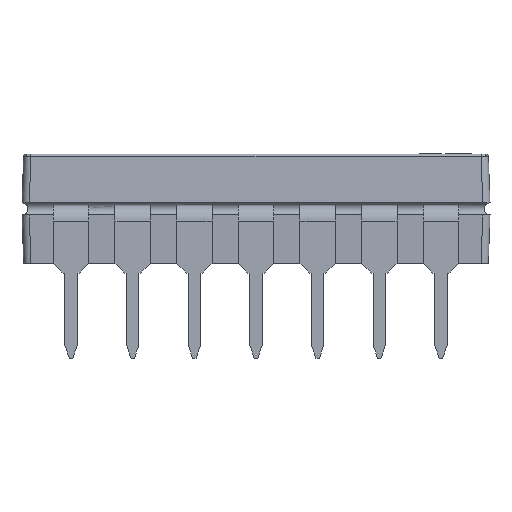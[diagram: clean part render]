
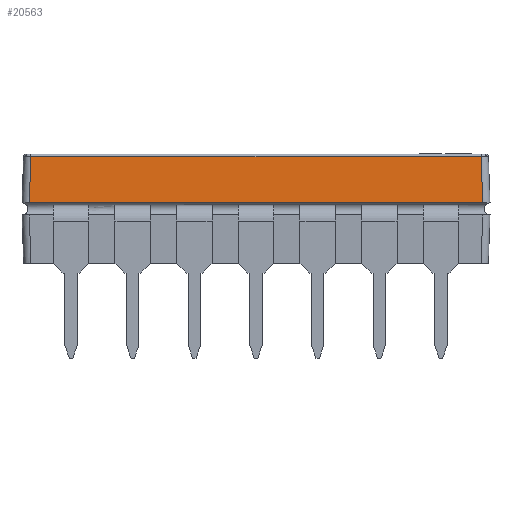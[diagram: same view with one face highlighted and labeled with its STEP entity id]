
A CAD part, front view. The second image highlights one B-rep face of the part: STEP entity #20563.
In plain terms, the highlighted planar face has unit normal (0, -0.999, 0.035).
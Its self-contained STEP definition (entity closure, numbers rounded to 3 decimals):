
#1072 = CARTESIAN_POINT ( 'NONE',  ( -9.65, -3.25, 0. ) ) ;
#1316 = CARTESIAN_POINT ( 'NONE',  ( -9.271, -3.175, 2.158 ) ) ;
#3999 = CARTESIAN_POINT ( 'NONE',  ( 9.275, -3.175, 2.158 ) ) ;
#4912 = VERTEX_POINT ( 'NONE', #3999 ) ;
#5021 = LINE ( 'NONE', #13542, #18320 ) ;
#5654 = CARTESIAN_POINT ( 'NONE',  ( -9.341, -3.241, 0.25 ) ) ;
#5684 = LINE ( 'NONE', #1316, #27593 ) ;
#7202 = EDGE_CURVE ( 'NONE', #4912, #10176, #5684, .T. ) ;
#7235 = DIRECTION ( 'NONE',  ( 0., -0.035, -0.999 ) ) ;
#8673 = EDGE_CURVE ( 'NONE', #23405, #4912, #9196, .T. ) ;
#8782 = VECTOR ( 'NONE', #12605, 1000. ) ;
#9196 = LINE ( 'NONE', #23653, #23668 ) ;
#9876 = PLANE ( 'NONE',  #17464 ) ;
#10176 = VERTEX_POINT ( 'NONE', #16662 ) ;
#10696 = ORIENTED_EDGE ( 'NONE', *, *, #8673, .T. ) ;
#11241 = EDGE_LOOP ( 'NONE', ( #10696, #14346, #27230, #13593 ) ) ;
#12073 = DIRECTION ( 'NONE',  ( -1., 0., 0. ) ) ;
#12605 = DIRECTION ( 'NONE',  ( 1., 0., 0. ) ) ;
#12744 = CARTESIAN_POINT ( 'NONE',  ( 10., -3.241, 0.25 ) ) ;
#13164 = VERTEX_POINT ( 'NONE', #5654 ) ;
#13542 = CARTESIAN_POINT ( 'NONE',  ( -9.351, -3.25, -0.01 ) ) ;
#13593 = ORIENTED_EDGE ( 'NONE', *, *, #22888, .T. ) ;
#14346 = ORIENTED_EDGE ( 'NONE', *, *, #7202, .T. ) ;
#15382 = DIRECTION ( 'NONE',  ( -0.035, -0.035, -0.999 ) ) ;
#16347 = DIRECTION ( 'NONE',  ( 0., -0.999, 0.035 ) ) ;
#16662 = CARTESIAN_POINT ( 'NONE',  ( -9.275, -3.175, 2.158 ) ) ;
#17464 = AXIS2_PLACEMENT_3D ( 'NONE', #1072, #16347, #7235 ) ;
#17679 = CARTESIAN_POINT ( 'NONE',  ( 9.341, -3.241, 0.25 ) ) ;
#18320 = VECTOR ( 'NONE', #15382, 1000. ) ;
#20442 = FACE_OUTER_BOUND ( 'NONE', #11241, .T. ) ;
#20563 = ADVANCED_FACE ( 'NONE', ( #20442 ), #9876, .T. ) ;
#21371 = LINE ( 'NONE', #12744, #8782 ) ;
#22457 = EDGE_CURVE ( 'NONE', #10176, #13164, #5021, .T. ) ;
#22888 = EDGE_CURVE ( 'NONE', #13164, #23405, #21371, .T. ) ;
#23405 = VERTEX_POINT ( 'NONE', #17679 ) ;
#23653 = CARTESIAN_POINT ( 'NONE',  ( 9.327, -3.227, 0.662 ) ) ;
#23668 = VECTOR ( 'NONE', #25902, 1000. ) ;
#25902 = DIRECTION ( 'NONE',  ( -0.035, 0.035, 0.999 ) ) ;
#27230 = ORIENTED_EDGE ( 'NONE', *, *, #22457, .T. ) ;
#27593 = VECTOR ( 'NONE', #12073, 1000. ) ;
